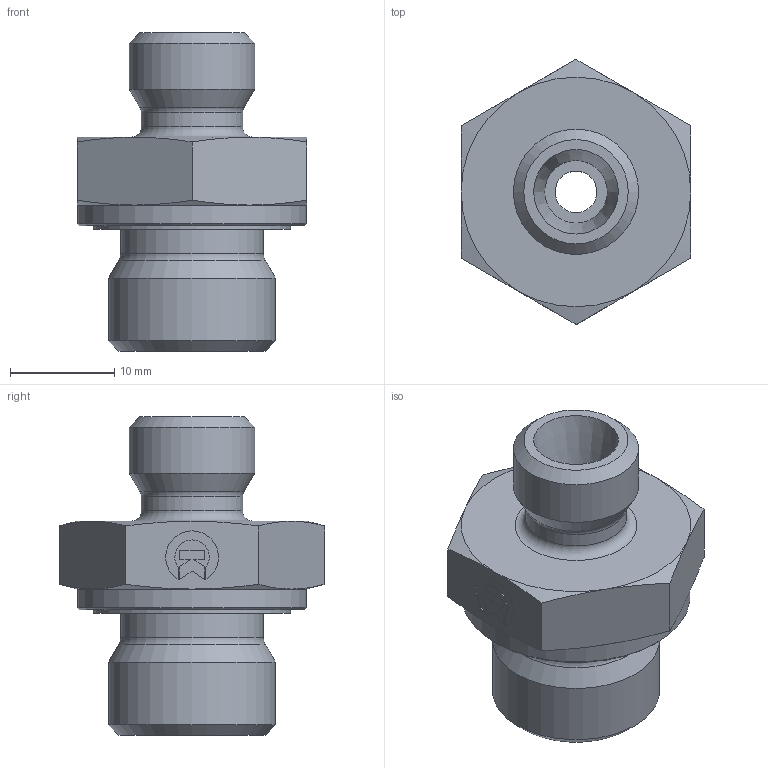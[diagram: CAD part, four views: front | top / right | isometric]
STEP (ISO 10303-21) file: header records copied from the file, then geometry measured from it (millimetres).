
FILE_DESCRIPTION((''),'2;1');
FILE_NAME('094061612.stp','2014-07-29T15:57:02',(''),('KNOMI spol. s r. o.'),'Autodesk Inventor 2012','Autodesk Inventor 2012','');
FILE_SCHEMA(('AUTOMOTIVE_DESIGN { 1 2 10303 214 0 1 1 1 }'));
Length unit declared in the file: millimetre
Products named in the file (3): PHEM2 6LM16  M16x1.5/M12x1; 095 06 1612; 609161600
Assembly tree (2 placements, depth 2):
  PHEM2 6LM16  M16x1.5/M12x1
    095 06 1612
    609161600
Bounding box: 22.01 x 25.4 x 30.5 mm (x, y, z)
Volume: 5455.8 mm3; surface area: 3504.4 mm2
Topology: 2 solids, 2 shells, 93 faces, 214 edges, 134 vertices
Faces by surface type: plane 45, cone 28, cylinder 15, torus 5
Full cylindrical faces by diameter (mm): 4 x1, 6 x1, 8 x1, 9.7 x1, 12 x1, 13.7 x1, 13.8 x1, 16 x1, 18.9 x1, 19 x1, 21.9 x1
Entity records: 2619 total; most frequent: CARTESIAN_POINT 488, DIRECTION 406, ORIENTED_EDGE 372, EDGE_CURVE 186, AXIS2_PLACEMENT_3D 158, VERTEX_POINT 132, EDGE_LOOP 132, FACE_OUTER_BOUND 93
